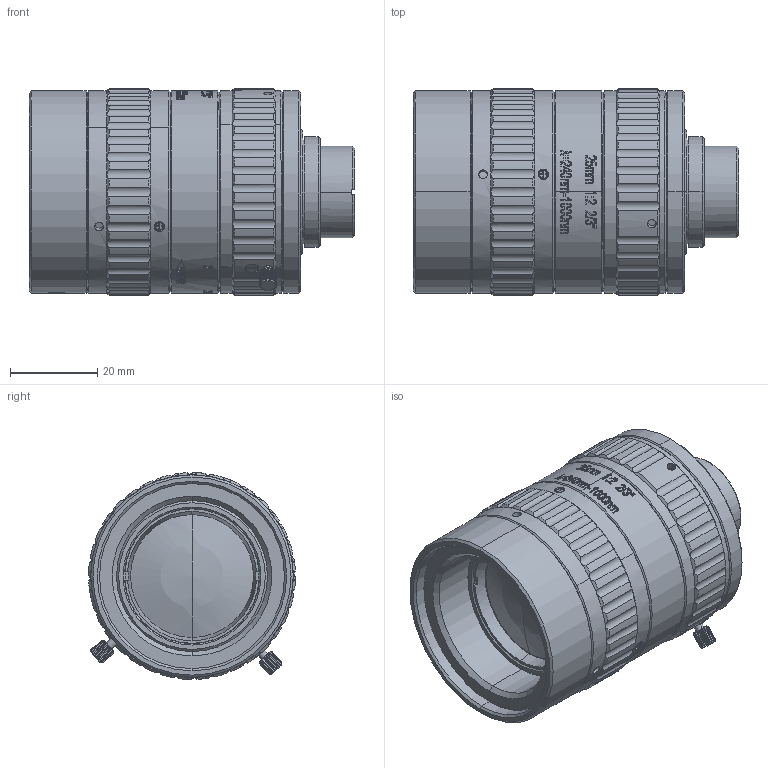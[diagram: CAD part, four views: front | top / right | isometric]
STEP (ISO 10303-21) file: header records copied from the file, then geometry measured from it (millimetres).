
FILE_DESCRIPTION(('FreeCAD Model'),'2;1');
FILE_NAME('Open CASCADE Shape Model','2025-01-21T10:55:03',(''),(''), 'Open CASCADE STEP processor 7.8','FreeCAD','Unknown');
FILE_SCHEMA(('AUTOMOTIVE_DESIGN { 1 0 10303 214 1 1 1 1 }'));
Length unit declared in the file: millimetre
Products named in the file (6): VA-LCM-8MP-25MM-F2.0-015-UV; SOLID; COMPOUND003; COMPOUND; COMPOUND001; COMPOUND002
Assembly tree (5 placements, depth 3):
  VA-LCM-8MP-25MM-F2.0-015-UV
    SOLID
    COMPOUND003
      COMPOUND
      COMPOUND001
      COMPOUND002
Bounding box: 74.59 x 47.4 x 47.41 mm (x, y, z)
Volume: 93439.9 mm3; surface area: 29083.2 mm2
Topology: 1 solids, 15 shells, 1655 faces, 4340 edges, 2817 vertices
Faces by surface type: plane 522, extrusion 445, cylinder 432, cone 210, bspline 28, torus 14, sphere 4
Entity records: 61684 total; most frequent: CARTESIAN_POINT 22649, ORIENTED_EDGE 8672, DIRECTION 6572, EDGE_CURVE 4336, VERTEX_POINT 2817, VECTOR 2198, AXIS2_PLACEMENT_3D 2187, B_SPLINE_CURVE_WITH_KNOTS 2029
